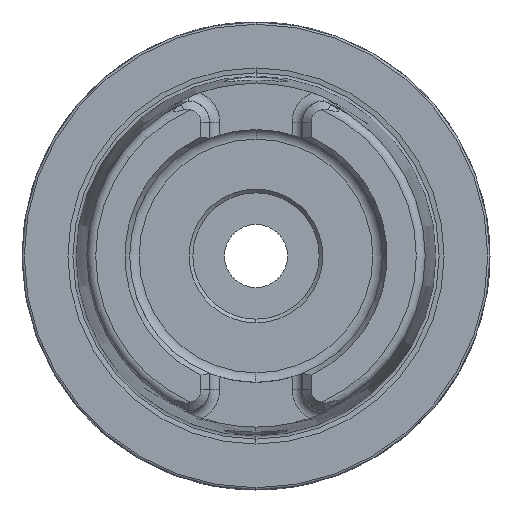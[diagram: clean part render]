
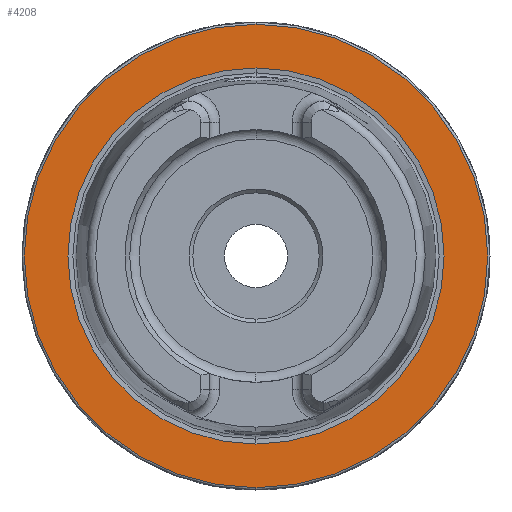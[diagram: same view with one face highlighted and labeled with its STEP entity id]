
A CAD part, left-side view. The second image highlights one B-rep face of the part: STEP entity #4208.
In plain terms, the highlighted planar face has unit normal (-1, 0, 0).
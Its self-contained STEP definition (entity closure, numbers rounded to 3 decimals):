
#100 = ORIENTED_EDGE ( 'NONE', *, *, #1249, .T. ) ;
#348 = CIRCLE ( 'NONE', #6748, 31.2 ) ;
#559 = EDGE_CURVE ( 'NONE', #7169, #5446, #1149, .T. ) ;
#745 = EDGE_LOOP ( 'NONE', ( #9682, #3094 ) ) ;
#816 = CARTESIAN_POINT ( 'NONE',  ( 0., 0., 0. ) ) ;
#1149 = CIRCLE ( 'NONE', #5705, 31.2 ) ;
#1200 = CARTESIAN_POINT ( 'NONE',  ( 0., 0., 25.319 ) ) ;
#1249 = EDGE_CURVE ( 'NONE', #5446, #7169, #348, .T. ) ;
#1292 = DIRECTION ( 'NONE',  ( -1., 0., 0. ) ) ;
#1484 = PLANE ( 'NONE',  #1999 ) ;
#1999 = AXIS2_PLACEMENT_3D ( 'NONE', #9226, #9935, #8292 ) ;
#2013 = EDGE_CURVE ( 'NONE', #7754, #10509, #9528, .T. ) ;
#2089 = EDGE_CURVE ( 'NONE', #10509, #7754, #7341, .T. ) ;
#2483 = DIRECTION ( 'NONE',  ( 0., 0., 1. ) ) ;
#2884 = AXIS2_PLACEMENT_3D ( 'NONE', #2906, #8666, #10441 ) ;
#2906 = CARTESIAN_POINT ( 'NONE',  ( 0., 0., 0. ) ) ;
#3094 = ORIENTED_EDGE ( 'NONE', *, *, #2013, .F. ) ;
#3513 = EDGE_LOOP ( 'NONE', ( #6322, #100 ) ) ;
#3607 = DIRECTION ( 'NONE',  ( 0., 0., 1. ) ) ;
#4208 = ADVANCED_FACE ( 'NONE', ( #5281, #6050 ), #1484, .F. ) ;
#5281 = FACE_BOUND ( 'NONE', #745, .T. ) ;
#5446 = VERTEX_POINT ( 'NONE', #9087 ) ;
#5705 = AXIS2_PLACEMENT_3D ( 'NONE', #7729, #8469, #3607 ) ;
#6050 = FACE_OUTER_BOUND ( 'NONE', #3513, .T. ) ;
#6274 = CARTESIAN_POINT ( 'NONE',  ( 0., 0., 0. ) ) ;
#6322 = ORIENTED_EDGE ( 'NONE', *, *, #559, .T. ) ;
#6411 = AXIS2_PLACEMENT_3D ( 'NONE', #6274, #1292, #7926 ) ;
#6748 = AXIS2_PLACEMENT_3D ( 'NONE', #816, #7446, #2483 ) ;
#7169 = VERTEX_POINT ( 'NONE', #10090 ) ;
#7341 = CIRCLE ( 'NONE', #6411, 25.319 ) ;
#7446 = DIRECTION ( 'NONE',  ( -1., 0., 0. ) ) ;
#7729 = CARTESIAN_POINT ( 'NONE',  ( 0., 0., 0. ) ) ;
#7754 = VERTEX_POINT ( 'NONE', #9591 ) ;
#7926 = DIRECTION ( 'NONE',  ( 0., 0., 1. ) ) ;
#8292 = DIRECTION ( 'NONE',  ( 0., 0., -1. ) ) ;
#8469 = DIRECTION ( 'NONE',  ( -1., 0., 0. ) ) ;
#8666 = DIRECTION ( 'NONE',  ( -1., 0., 0. ) ) ;
#9087 = CARTESIAN_POINT ( 'NONE',  ( 0., 0., -31.2 ) ) ;
#9226 = CARTESIAN_POINT ( 'NONE',  ( 0., 31.2, 0. ) ) ;
#9528 = CIRCLE ( 'NONE', #2884, 25.319 ) ;
#9591 = CARTESIAN_POINT ( 'NONE',  ( 0., 0., -25.319 ) ) ;
#9682 = ORIENTED_EDGE ( 'NONE', *, *, #2089, .F. ) ;
#9935 = DIRECTION ( 'NONE',  ( 1., 0., 0. ) ) ;
#10090 = CARTESIAN_POINT ( 'NONE',  ( 0., 0., 31.2 ) ) ;
#10441 = DIRECTION ( 'NONE',  ( 0., 0., 1. ) ) ;
#10509 = VERTEX_POINT ( 'NONE', #1200 ) ;
